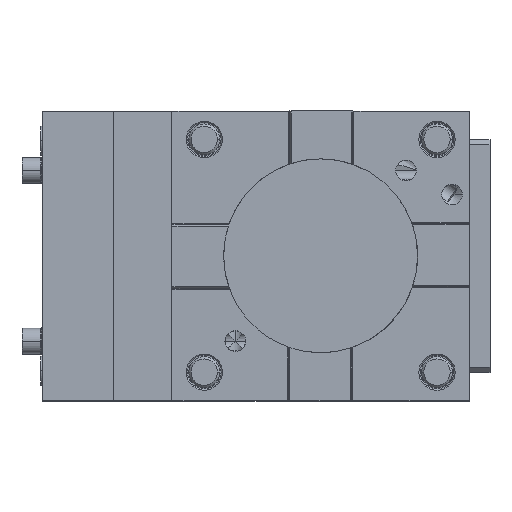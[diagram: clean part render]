
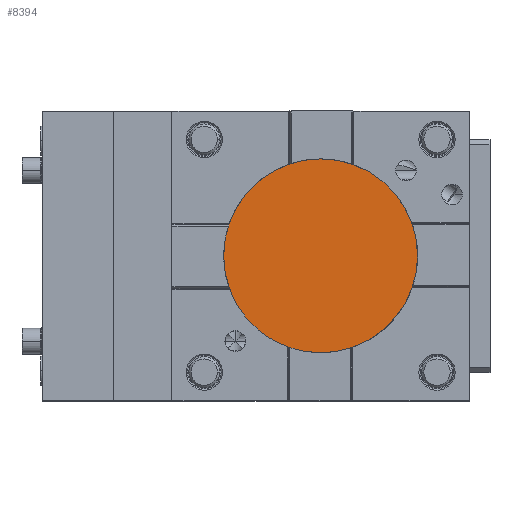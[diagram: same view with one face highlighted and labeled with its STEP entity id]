
A CAD part, top view. The second image highlights one B-rep face of the part: STEP entity #8394.
In plain terms, the highlighted planar face has unit normal (0, 0, -1).
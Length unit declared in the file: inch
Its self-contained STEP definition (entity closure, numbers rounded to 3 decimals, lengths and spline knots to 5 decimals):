
#25 = AXIS2_PLACEMENT_3D ( 'NONE', #7011, #16422, #13191 ) ;
#504 = ORIENTED_EDGE ( 'NONE', *, *, #16320, .F. ) ;
#525 = CIRCLE ( 'NONE', #19935, 1.47638 ) ;
#1537 = CARTESIAN_POINT ( 'NONE',  ( 1.47638, 0., -0.01969 ) ) ;
#1595 = CARTESIAN_POINT ( 'NONE',  ( 0., -2.20472, -0.01969 ) ) ;
#5784 = EDGE_LOOP ( 'NONE', ( #15550, #504 ) ) ;
#5833 = CARTESIAN_POINT ( 'NONE',  ( 0., 0., -0.01969 ) ) ;
#7011 = CARTESIAN_POINT ( 'NONE',  ( 0., 0., -0.01969 ) ) ;
#7811 = AXIS2_PLACEMENT_3D ( 'NONE', #1595, #15674, #18617 ) ;
#8394 = ADVANCED_FACE ( 'NONE', ( #20034 ), #12448, .F. ) ;
#8772 = CIRCLE ( 'NONE', #25, 1.47638 ) ;
#10048 = EDGE_CURVE ( 'NONE', #13029, #17375, #8772, .T. ) ;
#10680 = DIRECTION ( 'NONE',  ( 0., 0., 1. ) ) ;
#10928 = CARTESIAN_POINT ( 'NONE',  ( -1.47638, 0., -0.01969 ) ) ;
#12008 = DIRECTION ( 'NONE',  ( 1., 0., 0. ) ) ;
#12448 = PLANE ( 'NONE',  #7811 ) ;
#13029 = VERTEX_POINT ( 'NONE', #1537 ) ;
#13191 = DIRECTION ( 'NONE',  ( 1., 0., 0. ) ) ;
#15550 = ORIENTED_EDGE ( 'NONE', *, *, #10048, .F. ) ;
#15674 = DIRECTION ( 'NONE',  ( 0., 0., 1. ) ) ;
#16320 = EDGE_CURVE ( 'NONE', #17375, #13029, #525, .T. ) ;
#16422 = DIRECTION ( 'NONE',  ( 0., 0., 1. ) ) ;
#17375 = VERTEX_POINT ( 'NONE', #10928 ) ;
#18617 = DIRECTION ( 'NONE',  ( 1., 0., 0. ) ) ;
#19935 = AXIS2_PLACEMENT_3D ( 'NONE', #5833, #10680, #12008 ) ;
#20034 = FACE_OUTER_BOUND ( 'NONE', #5784, .T. ) ;
